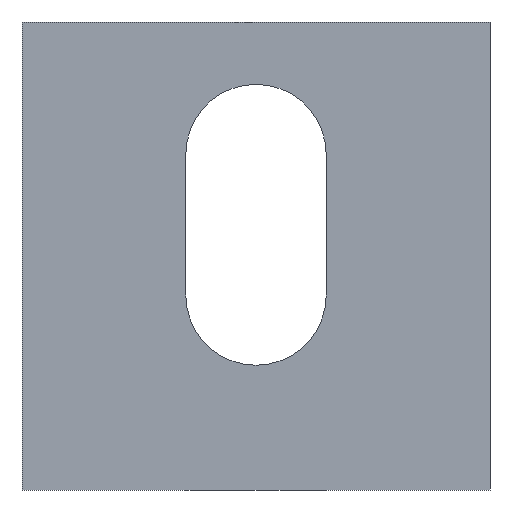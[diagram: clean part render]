
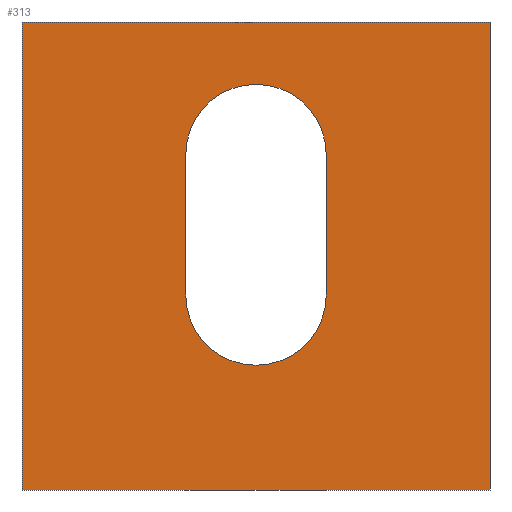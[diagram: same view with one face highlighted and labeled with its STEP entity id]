
A CAD part, front view. The second image highlights one B-rep face of the part: STEP entity #313.
In plain terms, the highlighted planar face has unit normal (0, -1, 0).
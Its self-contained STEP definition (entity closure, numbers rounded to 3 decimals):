
#18=FACE_BOUND('',#63,.T.);
#27=PLANE('',#360);
#43=FACE_OUTER_BOUND('',#62,.T.);
#62=EDGE_LOOP('',(#273,#274,#275,#276));
#63=EDGE_LOOP('',(#277,#278,#279,#280));
#69=LINE('',#460,#103);
#73=LINE('',#471,#107);
#94=LINE('',#522,#128);
#96=LINE('',#526,#130);
#97=LINE('',#528,#131);
#98=LINE('',#529,#132);
#103=VECTOR('',#376,9.);
#107=VECTOR('',#388,9.);
#128=VECTOR('',#433,30.);
#130=VECTOR('',#437,30.);
#131=VECTOR('',#438,30.);
#132=VECTOR('',#439,30.);
#135=CIRCLE('',#341,4.5);
#137=CIRCLE('',#345,4.5);
#143=VERTEX_POINT('',#450);
#144=VERTEX_POINT('',#451);
#147=VERTEX_POINT('',#459);
#149=VERTEX_POINT('',#465);
#167=VERTEX_POINT('',#519);
#168=VERTEX_POINT('',#521);
#169=VERTEX_POINT('',#525);
#170=VERTEX_POINT('',#527);
#171=EDGE_CURVE('',#143,#144,#135,.T.);
#175=EDGE_CURVE('',#144,#147,#69,.T.);
#178=EDGE_CURVE('',#147,#149,#137,.T.);
#181=EDGE_CURVE('',#149,#143,#73,.T.);
#206=EDGE_CURVE('',#168,#167,#94,.T.);
#208=EDGE_CURVE('',#167,#169,#96,.T.);
#209=EDGE_CURVE('',#170,#169,#97,.T.);
#210=EDGE_CURVE('',#168,#170,#98,.T.);
#273=ORIENTED_EDGE('',*,*,#208,.T.);
#274=ORIENTED_EDGE('',*,*,#209,.F.);
#275=ORIENTED_EDGE('',*,*,#210,.F.);
#276=ORIENTED_EDGE('',*,*,#206,.T.);
#277=ORIENTED_EDGE('',*,*,#178,.T.);
#278=ORIENTED_EDGE('',*,*,#181,.T.);
#279=ORIENTED_EDGE('',*,*,#171,.T.);
#280=ORIENTED_EDGE('',*,*,#175,.T.);
#313=ADVANCED_FACE('',(#43,#18),#27,.T.);
#341=AXIS2_PLACEMENT_3D('',#452,#368,#369);
#345=AXIS2_PLACEMENT_3D('',#466,#381,#382);
#360=AXIS2_PLACEMENT_3D('',#524,#435,#436);
#368=DIRECTION('center_axis',(0.,1.,0.));
#369=DIRECTION('ref_axis',(-1.,0.,0.));
#376=DIRECTION('',(0.,0.,1.));
#381=DIRECTION('center_axis',(0.,1.,0.));
#382=DIRECTION('ref_axis',(1.,0.,0.));
#388=DIRECTION('',(0.,0.,-1.));
#433=DIRECTION('',(1.,0.,0.));
#435=DIRECTION('center_axis',(0.,-1.,0.));
#436=DIRECTION('ref_axis',(0.,0.,-1.));
#437=DIRECTION('',(0.,0.,1.));
#438=DIRECTION('',(1.,0.,0.));
#439=DIRECTION('',(0.,0.,1.));
#450=CARTESIAN_POINT('',(19.5,-15.,-2.5));
#451=CARTESIAN_POINT('',(10.5,-15.,-2.5));
#452=CARTESIAN_POINT('Origin',(15.,-15.,-2.5));
#459=CARTESIAN_POINT('',(10.5,-15.,6.5));
#460=CARTESIAN_POINT('',(10.5,-15.,-2.5));
#465=CARTESIAN_POINT('',(19.5,-15.,6.5));
#466=CARTESIAN_POINT('Origin',(15.,-15.,6.5));
#471=CARTESIAN_POINT('',(19.5,-15.,6.5));
#519=CARTESIAN_POINT('',(30.,-15.,-15.));
#521=CARTESIAN_POINT('',(0.,-15.,-15.));
#522=CARTESIAN_POINT('',(0.,-15.,-15.));
#524=CARTESIAN_POINT('Origin',(0.,-15.,-15.));
#525=CARTESIAN_POINT('',(30.,-15.,15.));
#526=CARTESIAN_POINT('',(30.,-15.,-15.));
#527=CARTESIAN_POINT('',(0.,-15.,15.));
#528=CARTESIAN_POINT('',(0.,-15.,15.));
#529=CARTESIAN_POINT('',(0.,-15.,-15.));
